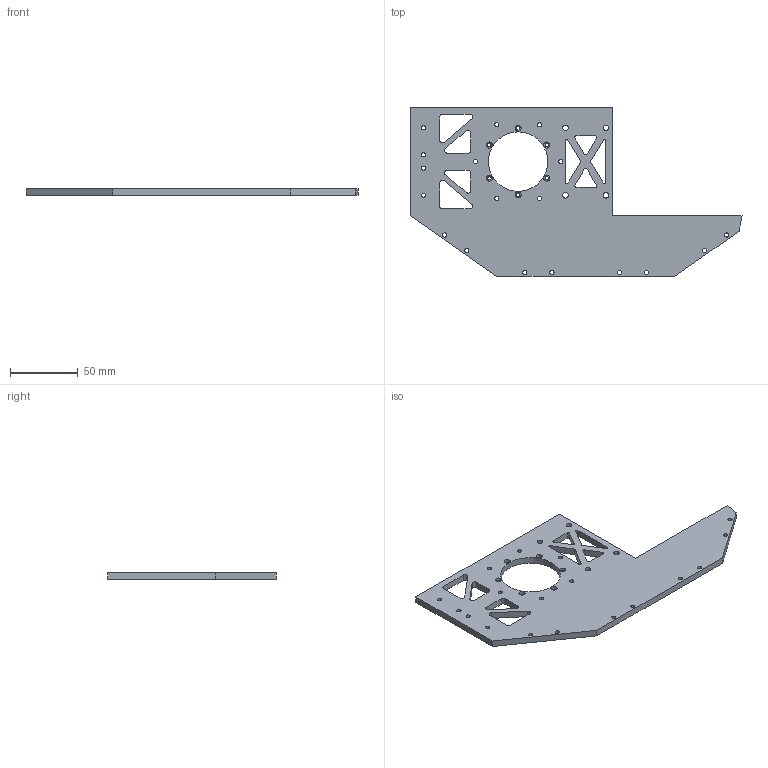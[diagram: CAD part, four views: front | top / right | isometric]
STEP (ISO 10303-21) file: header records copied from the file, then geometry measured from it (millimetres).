
FILE_DESCRIPTION (( 'STEP AP214' ), '1' );
FILE_NAME ('R-4310固定板2 （注意有六个沉孔）.STEP', '2023-04-09T14:29:57', ( '' ), ( '' ), 'SwSTEP 2.0', 'SolidWorks 2022', '' );
FILE_SCHEMA (( 'AUTOMOTIVE_DESIGN' ));
Length unit declared in the file: millimetre
Products named in the file (1): R-4310固定板2 （注意有六个沉孔）
Bounding box: 245.64 x 125 x 5 mm (x, y, z)
Volume: 86023.4 mm3; surface area: 42665.1 mm2
Topology: 1 solids, 1 shells, 139 faces, 393 edges, 262 vertices
Faces by surface type: cylinder 99, plane 40
Entity records: 4787 total; most frequent: DIRECTION 871, CARTESIAN_POINT 795, ORIENTED_EDGE 786, EDGE_CURVE 393, AXIS2_PLACEMENT_3D 338, VERTEX_POINT 262, EDGE_LOOP 219, CIRCLE 198
